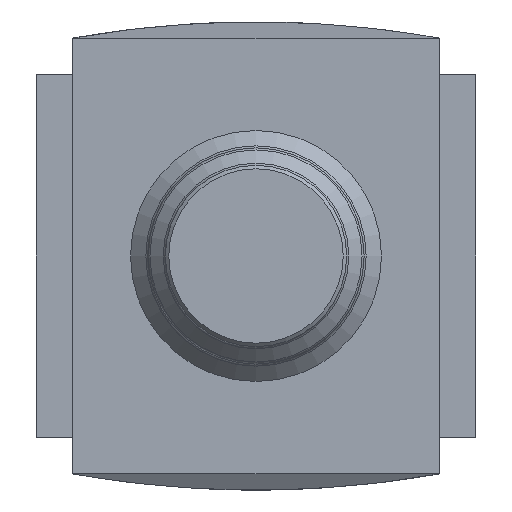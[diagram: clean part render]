
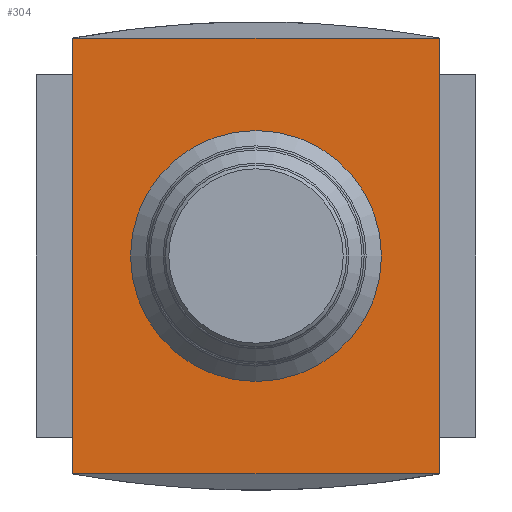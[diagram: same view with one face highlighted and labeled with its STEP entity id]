
A CAD part, front view. The second image highlights one B-rep face of the part: STEP entity #304.
In plain terms, the highlighted planar face has unit normal (0, -1, 0).
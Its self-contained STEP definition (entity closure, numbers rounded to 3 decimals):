
#304 = ADVANCED_FACE( '', ( #731, #732 ), #733, .F. );
#731 = FACE_BOUND( '', #1239, .T. );
#732 = FACE_OUTER_BOUND( '', #1240, .T. );
#733 = PLANE( '', #1241 );
#1239 = EDGE_LOOP( '', ( #2698 ) );
#1240 = EDGE_LOOP( '', ( #2699, #2700, #2701, #2702 ) );
#1241 = AXIS2_PLACEMENT_3D( '', #2703, #2704, #2705 );
#2698 = ORIENTED_EDGE( '', *, *, #3674, .F. );
#2699 = ORIENTED_EDGE( '', *, *, #3675, .F. );
#2700 = ORIENTED_EDGE( '', *, *, #3668, .T. );
#2701 = ORIENTED_EDGE( '', *, *, #3676, .F. );
#2702 = ORIENTED_EDGE( '', *, *, #3670, .T. );
#2703 = CARTESIAN_POINT( '', ( 0., -37.5, 116.435 ) );
#2704 = DIRECTION( '', ( 0., 1., 0. ) );
#2705 = DIRECTION( '', ( 0., 0., 1. ) );
#3668 = EDGE_CURVE( '', #4558, #4559, #4560, .T. );
#3670 = EDGE_CURVE( '', #4562, #4563, #4564, .T. );
#3674 = EDGE_CURVE( '', #4568, #4568, #4569, .F. );
#3675 = EDGE_CURVE( '', #4558, #4563, #4570, .T. );
#3676 = EDGE_CURVE( '', #4562, #4559, #4571, .T. );
#4558 = VERTEX_POINT( '', #5930 );
#4559 = VERTEX_POINT( '', #5931 );
#4560 = LINE( '', #5932, #5933 );
#4562 = VERTEX_POINT( '', #5935 );
#4563 = VERTEX_POINT( '', #5936 );
#4564 = LINE( '', #5937, #5938 );
#4568 = VERTEX_POINT( '', #5944 );
#4569 = CIRCLE( '', #5945, 18. );
#4570 = LINE( '', #5946, #5947 );
#4571 = LINE( '', #5948, #5949 );
#5930 = CARTESIAN_POINT( '', ( -26.25, -37.5, -31.25 ) );
#5931 = CARTESIAN_POINT( '', ( 26.25, -37.5, -31.25 ) );
#5932 = CARTESIAN_POINT( '', ( 0., -37.5, -31.25 ) );
#5933 = VECTOR( '', #6825, 1000. );
#5935 = CARTESIAN_POINT( '', ( 26.25, -37.5, 31.25 ) );
#5936 = CARTESIAN_POINT( '', ( -26.25, -37.5, 31.25 ) );
#5937 = CARTESIAN_POINT( '', ( 0., -37.5, 31.25 ) );
#5938 = VECTOR( '', #6829, 1000. );
#5944 = CARTESIAN_POINT( '', ( 0., -37.5, 18. ) );
#5945 = AXIS2_PLACEMENT_3D( '', #6835, #6836, #6837 );
#5946 = CARTESIAN_POINT( '', ( -26.25, -37.5, -31.25 ) );
#5947 = VECTOR( '', #6838, 1000. );
#5948 = CARTESIAN_POINT( '', ( 26.25, -37.5, 31.25 ) );
#5949 = VECTOR( '', #6839, 1000. );
#6825 = DIRECTION( '', ( 1., 0., 0. ) );
#6829 = DIRECTION( '', ( -1., 0., 0. ) );
#6835 = CARTESIAN_POINT( '', ( 0., -37.5, 0. ) );
#6836 = DIRECTION( '', ( 0., 1., 0. ) );
#6837 = DIRECTION( '', ( 0., 0., 1. ) );
#6838 = DIRECTION( '', ( 0., 0., 1. ) );
#6839 = DIRECTION( '', ( 0., 0., -1. ) );
